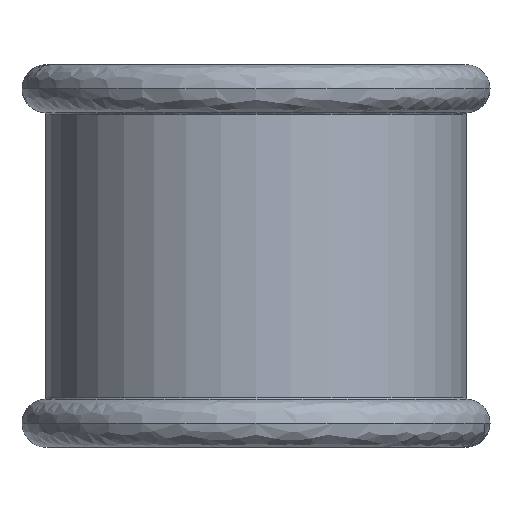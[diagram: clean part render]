
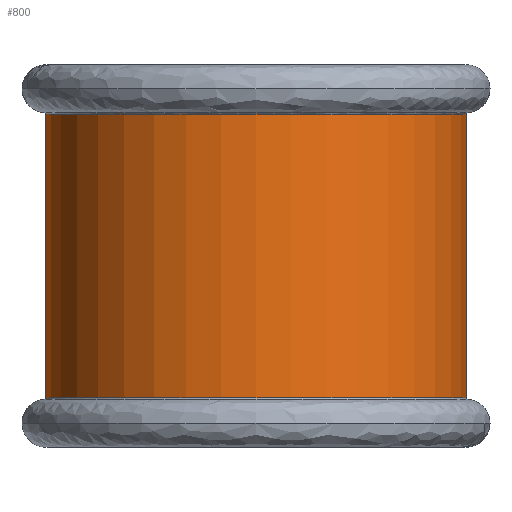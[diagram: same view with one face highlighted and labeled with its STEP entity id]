
A CAD part, front view. The second image highlights one B-rep face of the part: STEP entity #800.
In plain terms, the highlighted cylindrical face has radius 22 mm (diameter 44 mm), a partial arc.
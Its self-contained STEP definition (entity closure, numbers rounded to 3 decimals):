
#17 = CARTESIAN_POINT ( 'NONE',  ( -21.977, -1., 0. ) ) ;
#171 = DIRECTION ( 'NONE',  ( -1., 0., 0. ) ) ;
#493 = EDGE_CURVE ( 'NONE', #642, #1904, #2414, .T. ) ;
#642 = VERTEX_POINT ( 'NONE', #2536 ) ;
#657 = EDGE_CURVE ( 'NONE', #1814, #1203, #2931, .T. ) ;
#782 = FACE_OUTER_BOUND ( 'NONE', #1119, .T. ) ;
#800 = ADVANCED_FACE ( 'NONE', ( #782 ), #1028, .T. ) ;
#1028 = CYLINDRICAL_SURFACE ( 'NONE', #1706, 22. ) ;
#1119 = EDGE_LOOP ( 'NONE', ( #2630, #2673, #2840, #2151 ) ) ;
#1194 = CARTESIAN_POINT ( 'NONE',  ( 0., 0., 14.807 ) ) ;
#1203 = VERTEX_POINT ( 'NONE', #1550 ) ;
#1241 = CARTESIAN_POINT ( 'NONE',  ( 21.977, -1., 0. ) ) ;
#1450 = LINE ( 'NONE', #1241, #2839 ) ;
#1484 = AXIS2_PLACEMENT_3D ( 'NONE', #1194, #2897, #2157 ) ;
#1550 = CARTESIAN_POINT ( 'NONE',  ( 21.977, -1., -14.807 ) ) ;
#1560 = DIRECTION ( 'NONE',  ( 0., 0., -1. ) ) ;
#1616 = CARTESIAN_POINT ( 'NONE',  ( -21.977, -1., 14.807 ) ) ;
#1655 = AXIS2_PLACEMENT_3D ( 'NONE', #2555, #2271, #2521 ) ;
#1700 = EDGE_CURVE ( 'NONE', #1203, #642, #1450, .T. ) ;
#1706 = AXIS2_PLACEMENT_3D ( 'NONE', #1807, #1560, #171 ) ;
#1807 = CARTESIAN_POINT ( 'NONE',  ( 0., 0., 0. ) ) ;
#1814 = VERTEX_POINT ( 'NONE', #3019 ) ;
#1904 = VERTEX_POINT ( 'NONE', #1616 ) ;
#2112 = DIRECTION ( 'NONE',  ( 0., 0., -1. ) ) ;
#2151 = ORIENTED_EDGE ( 'NONE', *, *, #657, .T. ) ;
#2157 = DIRECTION ( 'NONE',  ( -1., 0., 0. ) ) ;
#2170 = EDGE_CURVE ( 'NONE', #1904, #1814, #2575, .T. ) ;
#2271 = DIRECTION ( 'NONE',  ( 0., 0., 1. ) ) ;
#2414 = CIRCLE ( 'NONE', #1484, 22. ) ;
#2454 = VECTOR ( 'NONE', #2112, 1000. ) ;
#2521 = DIRECTION ( 'NONE',  ( -1., 0., 0. ) ) ;
#2536 = CARTESIAN_POINT ( 'NONE',  ( 21.977, -1., 14.807 ) ) ;
#2555 = CARTESIAN_POINT ( 'NONE',  ( 0., 0., -14.807 ) ) ;
#2575 = LINE ( 'NONE', #17, #2454 ) ;
#2630 = ORIENTED_EDGE ( 'NONE', *, *, #1700, .T. ) ;
#2673 = ORIENTED_EDGE ( 'NONE', *, *, #493, .T. ) ;
#2839 = VECTOR ( 'NONE', #2918, 1000. ) ;
#2840 = ORIENTED_EDGE ( 'NONE', *, *, #2170, .T. ) ;
#2897 = DIRECTION ( 'NONE',  ( 0., 0., -1. ) ) ;
#2918 = DIRECTION ( 'NONE',  ( 0., 0., 1. ) ) ;
#2931 = CIRCLE ( 'NONE', #1655, 22. ) ;
#3019 = CARTESIAN_POINT ( 'NONE',  ( -21.977, -1., -14.807 ) ) ;
